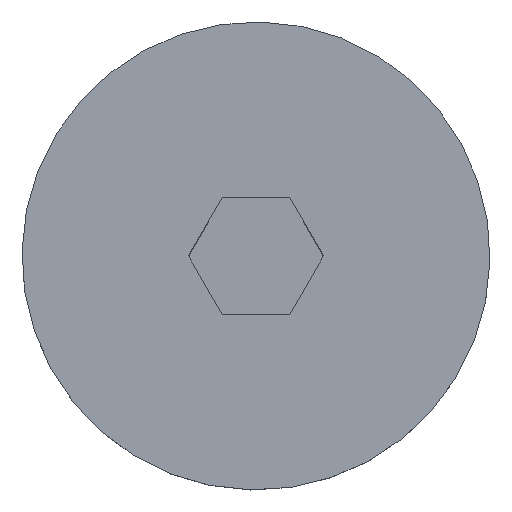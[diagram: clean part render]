
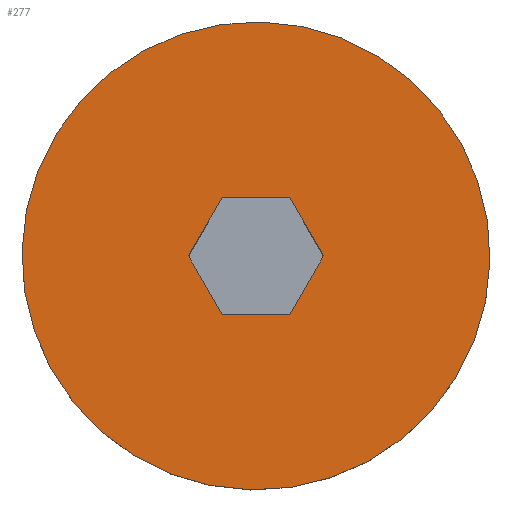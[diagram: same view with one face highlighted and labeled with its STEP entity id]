
A CAD part, top view. The second image highlights one B-rep face of the part: STEP entity #277.
In plain terms, the highlighted planar face has unit normal (0, 0, 1).
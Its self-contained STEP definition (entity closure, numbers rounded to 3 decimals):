
#249=AXIS2_PLACEMENT_3D('Plane Axis2P3D',#246,#247,#248) ;
#253=AXIS2_PLACEMENT_3D('Circle Axis2P3D',#251,#252,$) ;
#262=AXIS2_PLACEMENT_3D('Circle Axis2P3D',#260,#261,$) ;
#41=CARTESIAN_POINT('Vertex',(4.577,5.,7.)) ;
#46=CARTESIAN_POINT('Line Origine',(4.,5.,7.)) ;
#50=CARTESIAN_POINT('Vertex',(3.423,5.,7.)) ;
#89=CARTESIAN_POINT('Vertex',(5.155,4.,7.)) ;
#94=CARTESIAN_POINT('Line Origine',(4.866,4.5,7.)) ;
#117=CARTESIAN_POINT('Line Origine',(3.134,4.5,7.)) ;
#121=CARTESIAN_POINT('Vertex',(2.845,4.,7.)) ;
#187=CARTESIAN_POINT('Vertex',(4.577,3.,7.)) ;
#190=CARTESIAN_POINT('Line Origine',(4.866,3.5,7.)) ;
#208=CARTESIAN_POINT('Line Origine',(3.134,3.5,7.)) ;
#212=CARTESIAN_POINT('Vertex',(3.423,3.,7.)) ;
#233=CARTESIAN_POINT('Line Origine',(4.,3.,7.)) ;
#246=CARTESIAN_POINT('Axis2P3D Location',(0.,4.,7.)) ;
#251=CARTESIAN_POINT('Axis2P3D Location',(4.,4.,7.)) ;
#255=CARTESIAN_POINT('Vertex',(0.49,2.082,7.)) ;
#257=CARTESIAN_POINT('Vertex',(7.51,5.918,7.)) ;
#260=CARTESIAN_POINT('Axis2P3D Location',(4.,4.,7.)) ;
#47=DIRECTION('Vector Direction',(-1.,0.,0.)) ;
#95=DIRECTION('Vector Direction',(-0.5,0.866,0.)) ;
#118=DIRECTION('Vector Direction',(-0.5,-0.866,0.)) ;
#191=DIRECTION('Vector Direction',(0.5,0.866,0.)) ;
#209=DIRECTION('Vector Direction',(0.5,-0.866,0.)) ;
#234=DIRECTION('Vector Direction',(1.,0.,0.)) ;
#247=DIRECTION('Axis2P3D Direction',(0.,0.,1.)) ;
#248=DIRECTION('Axis2P3D XDirection',(1.,0.,0.)) ;
#252=DIRECTION('Axis2P3D Direction',(0.,0.,1.)) ;
#261=DIRECTION('Axis2P3D Direction',(0.,0.,1.)) ;
#48=VECTOR('Line Direction',#47,1.) ;
#96=VECTOR('Line Direction',#95,1.) ;
#119=VECTOR('Line Direction',#118,1.) ;
#192=VECTOR('Line Direction',#191,1.) ;
#210=VECTOR('Line Direction',#209,1.) ;
#235=VECTOR('Line Direction',#234,1.) ;
#266=ORIENTED_EDGE('',*,*,#259,.T.) ;
#267=ORIENTED_EDGE('',*,*,#264,.T.) ;
#270=ORIENTED_EDGE('',*,*,#98,.F.) ;
#271=ORIENTED_EDGE('',*,*,#194,.F.) ;
#272=ORIENTED_EDGE('',*,*,#237,.F.) ;
#273=ORIENTED_EDGE('',*,*,#214,.F.) ;
#274=ORIENTED_EDGE('',*,*,#123,.F.) ;
#275=ORIENTED_EDGE('',*,*,#52,.F.) ;
#276=FACE_BOUND('',#269,.T.) ;
#277=ADVANCED_FACE('Hauptk\X2\00F6\X0\rper',(#268,#276),#250,.T.) ;
#254=CIRCLE('generated circle',#253,4.) ;
#263=CIRCLE('generated circle',#262,4.) ;
#52=EDGE_CURVE('',#42,#51,#49,.T.) ;
#98=EDGE_CURVE('',#90,#42,#97,.T.) ;
#123=EDGE_CURVE('',#51,#122,#120,.T.) ;
#194=EDGE_CURVE('',#188,#90,#193,.T.) ;
#214=EDGE_CURVE('',#122,#213,#211,.T.) ;
#237=EDGE_CURVE('',#213,#188,#236,.T.) ;
#259=EDGE_CURVE('',#256,#258,#254,.T.) ;
#264=EDGE_CURVE('',#258,#256,#263,.T.) ;
#265=EDGE_LOOP('',(#266,#267)) ;
#269=EDGE_LOOP('',(#270,#271,#272,#273,#274,#275)) ;
#268=FACE_OUTER_BOUND('',#265,.T.) ;
#49=LINE('Line',#46,#48) ;
#97=LINE('Line',#94,#96) ;
#120=LINE('Line',#117,#119) ;
#193=LINE('Line',#190,#192) ;
#211=LINE('Line',#208,#210) ;
#236=LINE('Line',#233,#235) ;
#250=PLANE('',#249) ;
#42=VERTEX_POINT('',#41) ;
#51=VERTEX_POINT('',#50) ;
#90=VERTEX_POINT('',#89) ;
#122=VERTEX_POINT('',#121) ;
#188=VERTEX_POINT('',#187) ;
#213=VERTEX_POINT('',#212) ;
#256=VERTEX_POINT('',#255) ;
#258=VERTEX_POINT('',#257) ;
